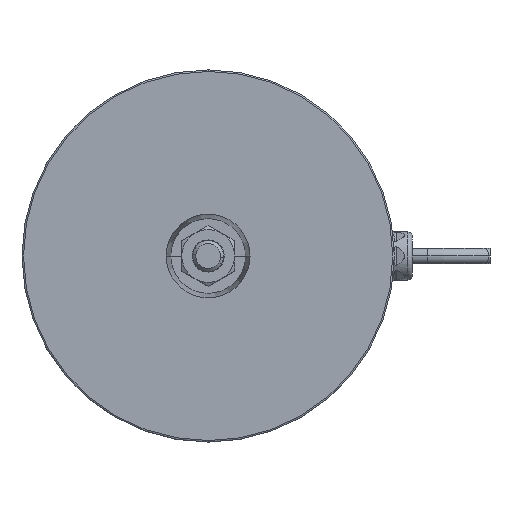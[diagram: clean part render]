
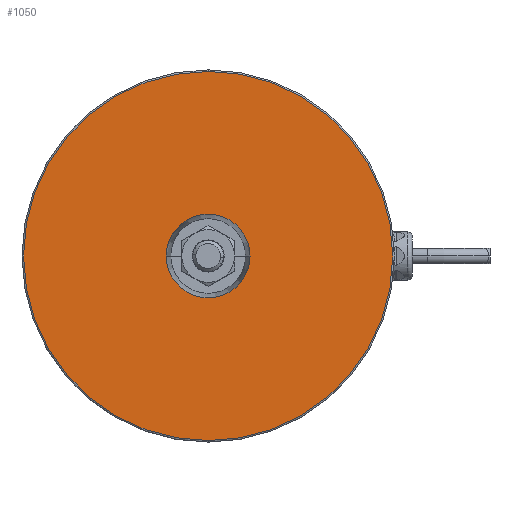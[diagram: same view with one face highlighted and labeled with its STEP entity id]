
A CAD part, front view. The second image highlights one B-rep face of the part: STEP entity #1050.
In plain terms, the highlighted planar face has unit normal (0, -1, 0).
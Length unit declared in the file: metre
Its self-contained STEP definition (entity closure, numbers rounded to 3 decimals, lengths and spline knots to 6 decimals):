
#1050=ADVANCED_FACE('9:1051',(#2019,#2020),#2021,.T.);
#2019=FACE_OUTER_BOUND('',#5131,.T.);
#2020=FACE_BOUND('',#5132,.T.);
#2021=PLANE('',#5133);
#5131=EDGE_LOOP('',(#8397,#8398));
#5132=EDGE_LOOP('',(#8399,#8400));
#5133=AXIS2_PLACEMENT_3D('',#8401,#8402,#8403);
#8397=ORIENTED_EDGE('',*,*,#9581,.F.);
#8398=ORIENTED_EDGE('',*,*,#9285,.F.);
#8399=ORIENTED_EDGE('',*,*,#9260,.T.);
#8400=ORIENTED_EDGE('',*,*,#9586,.T.);
#8401=CARTESIAN_POINT('',(0.0595,0.,0.0));
#8402=DIRECTION('',(0.0,-1.0,0.0));
#8403=DIRECTION('',(0.0,0.0,-1.0));
#9260=EDGE_CURVE('9:2160',#12342,#12339,#12343,.T.);
#9285=EDGE_CURVE('9:2139',#12384,#12387,#12388,.T.);
#9581=EDGE_CURVE('9:2139',#12387,#12384,#12834,.T.);
#9586=EDGE_CURVE('9:2160',#12339,#12342,#12839,.T.);
#12339=VERTEX_POINT('',#19644);
#12342=VERTEX_POINT('',#19648);
#12343=CIRCLE('',#19649,0.0135);
#12384=VERTEX_POINT('',#19697);
#12387=VERTEX_POINT('',#19700);
#12388=CIRCLE('',#19701,0.0595);
#12834=CIRCLE('',#21860,0.0595);
#12839=CIRCLE('',#21865,0.0135);
#19644=CARTESIAN_POINT('',(0.0135,0.0,0.));
#19648=CARTESIAN_POINT('',(-0.0135,0.0,0.));
#19649=AXIS2_PLACEMENT_3D('',#22995,#22996,#22997);
#19697=CARTESIAN_POINT('',(0.,0.,0.0595));
#19700=CARTESIAN_POINT('',(0.,0.,-0.0595));
#19701=AXIS2_PLACEMENT_3D('',#23056,#23057,#23058);
#21860=AXIS2_PLACEMENT_3D('',#23293,#23294,#23295);
#21865=AXIS2_PLACEMENT_3D('',#23308,#23309,#23310);
#22995=CARTESIAN_POINT('',(0.0,0.0,0.0));
#22996=DIRECTION('',(-0.0,1.0,0.0));
#22997=DIRECTION('',(1.0,0.0,0.0));
#23056=CARTESIAN_POINT('',(0.0,0.,0.0));
#23057=DIRECTION('',(-0.0,1.0,0.0));
#23058=DIRECTION('',(1.0,0.0,0.0));
#23293=CARTESIAN_POINT('',(0.0,0.,0.0));
#23294=DIRECTION('',(-0.0,1.0,0.0));
#23295=DIRECTION('',(1.0,0.0,0.0));
#23308=CARTESIAN_POINT('',(0.0,0.0,0.0));
#23309=DIRECTION('',(-0.0,1.0,0.0));
#23310=DIRECTION('',(1.0,0.0,0.0));
